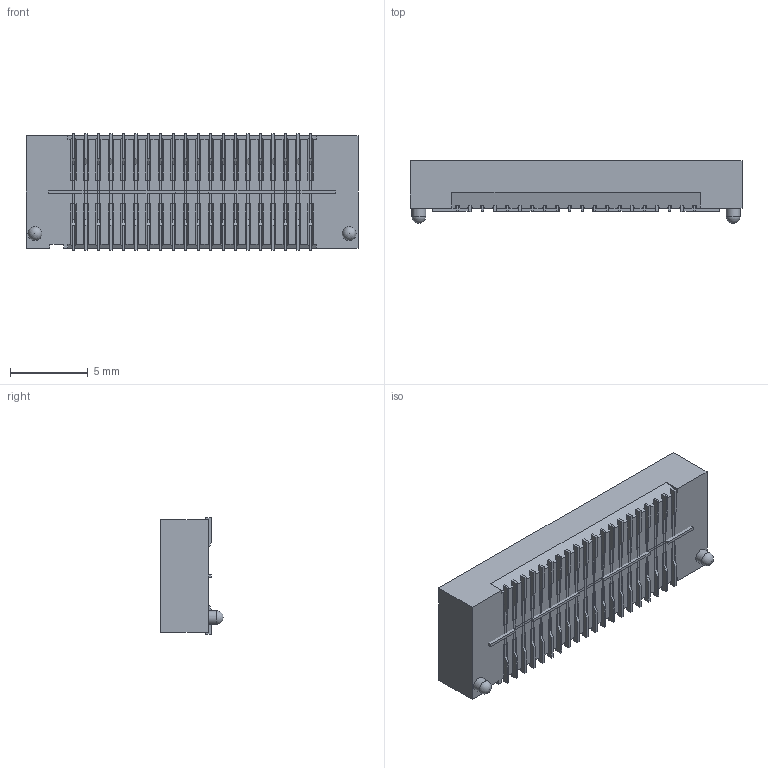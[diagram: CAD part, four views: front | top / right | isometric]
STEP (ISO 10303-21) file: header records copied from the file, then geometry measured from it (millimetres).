
FILE_DESCRIPTION(/* description */ ('STEP AP214'),/* implementation_level */ '2;1');
FILE_NAME(/* name */ 'QSE-020-01-F-D-A',/* time_stamp */ '2024-04-16T22:55:34+02:00',/* author */ ('License CC BY-ND 4.0'),/* organization */ ('CADENAS'),/* preprocessor_version */ 'ST-DEVELOPER v19.3',/* originating_system */ 'PARTsolutions',/* authorisation */ ' ');
FILE_SCHEMA (('TECHNICAL_DATA_PACKAGING','AUTOMOTIVE_DESIGN {1 0 10303 214 3 1 1}'));
Length unit declared in the file: inch
Products named in the file (4): QSE-020-01-F-D-A; QSE-020-01-F-D-A-S_terminal; QSE-T-1G2-01-020; QSE-C-126-21-020-D-S
Assembly tree (3 placements, depth 2):
  QSE-020-01-F-D-A
    QSE-020-01-F-D-A-S_terminal
    QSE-T-1G2-01-020
    QSE-C-126-21-020-D-S
Bounding box: 21.29 x 4.01 x 7.49 mm (x, y, z)
Volume: 285.2 mm3; surface area: 1389 mm2
Topology: 3 solids, 3 shells, 1525 faces, 4664 edges, 3110 vertices
Faces by surface type: plane 1231, cylinder 292, sphere 2
Full cylindrical faces by diameter (mm): 0.889 x2
Entity records: 51856 total; most frequent: ORIENTED_EDGE 9308, CARTESIAN_POINT 9287, DIRECTION 8448, EDGE_CURVE 4654, LINE 3918, VECTOR 3918, VERTEX_POINT 3104, AXIS2_PLACEMENT_3D 2265
